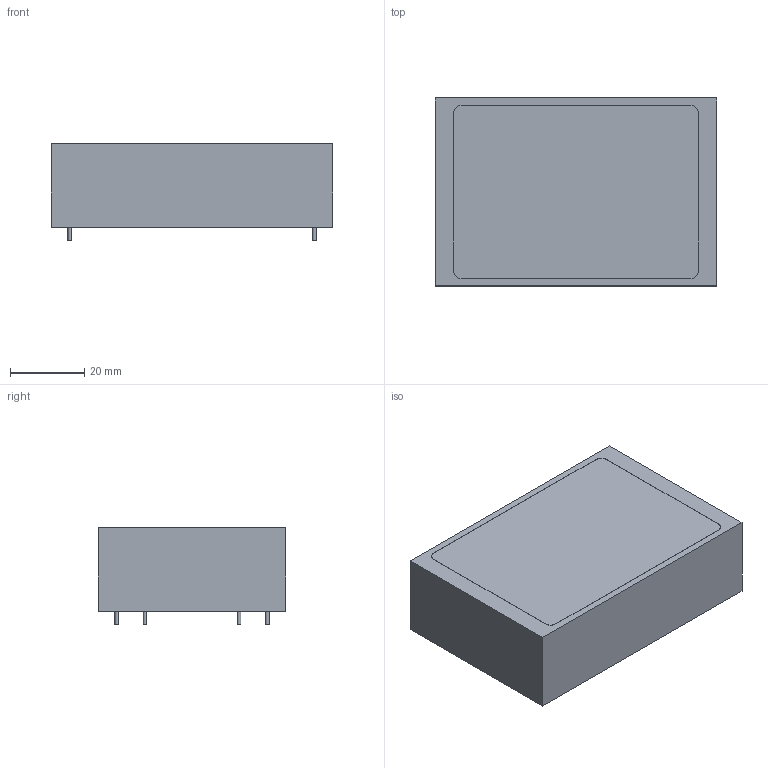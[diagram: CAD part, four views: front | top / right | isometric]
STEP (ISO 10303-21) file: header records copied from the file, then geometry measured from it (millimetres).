
FILE_DESCRIPTION(/* description */ (''),/* implementation_level */ '2;1');
FILE_NAME(/* name */ 'MTM-POWER_PMAS.stp',/* time_stamp */ '2017-05-15T14:58:55+02:00',/* author */ ('jchouvet'),/* organization */ (''),/* preprocessor_version */ 'ST-DEVELOPER v16.1',/* originating_system */ 'AutoCAD Mechanical',/* authorisation */ '');
FILE_SCHEMA (('AUTOMOTIVE_DESIGN { 1 0 10303 214 3 1 1 }'));
Length unit declared in the file: millimetre
Products named in the file (1): Product
Bounding box: 76 x 50.7 x 26.3 mm (x, y, z)
Volume: 85527.3 mm3; surface area: 19935.8 mm2
Topology: 6 solids, 6 shells, 37 faces, 66 edges, 44 vertices
Faces by surface type: plane 27, cylinder 10
Full cylindrical faces by diameter (mm): 1 x4, 3.2 x2
Entity records: 904 total; most frequent: DIRECTION 156, CARTESIAN_POINT 142, ORIENTED_EDGE 120, EDGE_CURVE 60, AXIS2_PLACEMENT_3D 58, EDGE_LOOP 46, VERTEX_POINT 44, LINE 40
